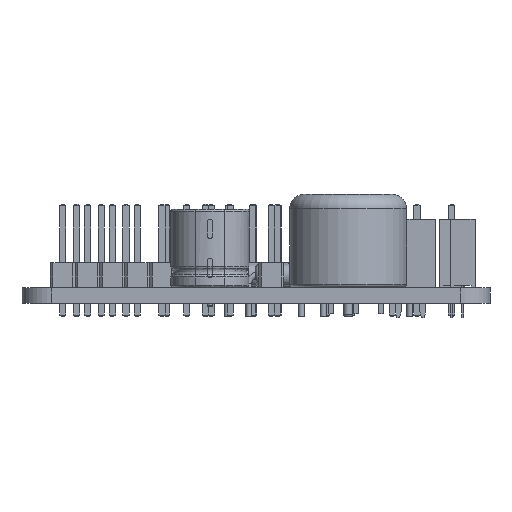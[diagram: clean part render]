
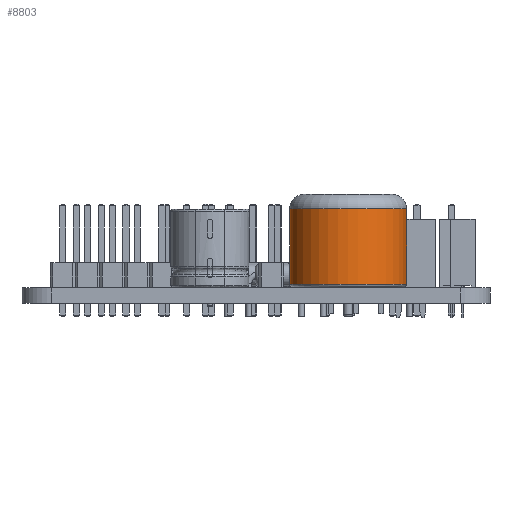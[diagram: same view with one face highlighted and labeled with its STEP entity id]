
A CAD part, front view. The second image highlights one B-rep face of the part: STEP entity #8803.
In plain terms, the highlighted cylindrical face has radius 6 mm (diameter 12 mm), a full revolution.
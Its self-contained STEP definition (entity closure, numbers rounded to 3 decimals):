
#8803 = ADVANCED_FACE('',(#8804),#8817,.T.);
#8804 = FACE_BOUND('',#8805,.T.);
#8805 = EDGE_LOOP('',(#8806,#8840,#8863,#8890));
#8806 = ORIENTED_EDGE('',*,*,#8807,.T.);
#8807 = EDGE_CURVE('',#8808,#8808,#8810,.T.);
#8808 = VERTEX_POINT('',#8809);
#8809 = CARTESIAN_POINT('',(9.8,0.,0.33));
#8810 = SURFACE_CURVE('',#8811,(#8816,#8828),.PCURVE_S1.);
#8811 = CIRCLE('',#8812,6.);
#8812 = AXIS2_PLACEMENT_3D('',#8813,#8814,#8815);
#8813 = CARTESIAN_POINT('',(3.8,0.,0.33));
#8814 = DIRECTION('',(0.,0.,1.));
#8815 = DIRECTION('',(1.,0.,0.));
#8816 = PCURVE('',#8817,#8822);
#8817 = CYLINDRICAL_SURFACE('',#8818,6.);
#8818 = AXIS2_PLACEMENT_3D('',#8819,#8820,#8821);
#8819 = CARTESIAN_POINT('',(3.8,0.,0.03));
#8820 = DIRECTION('',(0.,0.,-1.));
#8821 = DIRECTION('',(1.,0.,0.));
#8822 = DEFINITIONAL_REPRESENTATION('',(#8823),#8827);
#8823 = LINE('',#8824,#8825);
#8824 = CARTESIAN_POINT('',(6.283,-0.3));
#8825 = VECTOR('',#8826,1.);
#8826 = DIRECTION('',(-1.,0.));
#8827 = ( GEOMETRIC_REPRESENTATION_CONTEXT(2) 
PARAMETRIC_REPRESENTATION_CONTEXT() REPRESENTATION_CONTEXT('2D SPACE',''
  ) );
#8828 = PCURVE('',#8829,#8834);
#8829 = TOROIDAL_SURFACE('',#8830,5.7,0.3);
#8830 = AXIS2_PLACEMENT_3D('',#8831,#8832,#8833);
#8831 = CARTESIAN_POINT('',(3.8,0.,0.33));
#8832 = DIRECTION('',(0.,0.,-1.));
#8833 = DIRECTION('',(1.,0.,0.));
#8834 = DEFINITIONAL_REPRESENTATION('',(#8835),#8839);
#8835 = LINE('',#8836,#8837);
#8836 = CARTESIAN_POINT('',(6.283,0.));
#8837 = VECTOR('',#8838,1.);
#8838 = DIRECTION('',(-1.,0.));
#8839 = ( GEOMETRIC_REPRESENTATION_CONTEXT(2) 
PARAMETRIC_REPRESENTATION_CONTEXT() REPRESENTATION_CONTEXT('2D SPACE',''
  ) );
#8840 = ORIENTED_EDGE('',*,*,#8841,.T.);
#8841 = EDGE_CURVE('',#8808,#8842,#8844,.T.);
#8842 = VERTEX_POINT('',#8843);
#8843 = CARTESIAN_POINT('',(9.8,0.,8.049));
#8844 = SEAM_CURVE('',#8845,(#8849,#8856),.PCURVE_S1.);
#8845 = LINE('',#8846,#8847);
#8846 = CARTESIAN_POINT('',(9.8,0.,0.03));
#8847 = VECTOR('',#8848,1.);
#8848 = DIRECTION('',(0.,0.,1.));
#8849 = PCURVE('',#8817,#8850);
#8850 = DEFINITIONAL_REPRESENTATION('',(#8851),#8855);
#8851 = LINE('',#8852,#8853);
#8852 = CARTESIAN_POINT('',(0.,0.));
#8853 = VECTOR('',#8854,1.);
#8854 = DIRECTION('',(0.,-1.));
#8855 = ( GEOMETRIC_REPRESENTATION_CONTEXT(2) 
PARAMETRIC_REPRESENTATION_CONTEXT() REPRESENTATION_CONTEXT('2D SPACE',''
  ) );
#8856 = PCURVE('',#8817,#8857);
#8857 = DEFINITIONAL_REPRESENTATION('',(#8858),#8862);
#8858 = LINE('',#8859,#8860);
#8859 = CARTESIAN_POINT('',(6.283,0.));
#8860 = VECTOR('',#8861,1.);
#8861 = DIRECTION('',(0.,-1.));
#8862 = ( GEOMETRIC_REPRESENTATION_CONTEXT(2) 
PARAMETRIC_REPRESENTATION_CONTEXT() REPRESENTATION_CONTEXT('2D SPACE',''
  ) );
#8863 = ORIENTED_EDGE('',*,*,#8864,.F.);
#8864 = EDGE_CURVE('',#8842,#8842,#8865,.T.);
#8865 = SURFACE_CURVE('',#8866,(#8871,#8878),.PCURVE_S1.);
#8866 = CIRCLE('',#8867,6.);
#8867 = AXIS2_PLACEMENT_3D('',#8868,#8869,#8870);
#8868 = CARTESIAN_POINT('',(3.8,0.,8.049));
#8869 = DIRECTION('',(0.,0.,1.));
#8870 = DIRECTION('',(1.,0.,0.));
#8871 = PCURVE('',#8817,#8872);
#8872 = DEFINITIONAL_REPRESENTATION('',(#8873),#8877);
#8873 = LINE('',#8874,#8875);
#8874 = CARTESIAN_POINT('',(6.283,-8.019));
#8875 = VECTOR('',#8876,1.);
#8876 = DIRECTION('',(-1.,0.));
#8877 = ( GEOMETRIC_REPRESENTATION_CONTEXT(2) 
PARAMETRIC_REPRESENTATION_CONTEXT() REPRESENTATION_CONTEXT('2D SPACE',''
  ) );
#8878 = PCURVE('',#8879,#8884);
#8879 = TOROIDAL_SURFACE('',#8880,4.519,1.481);
#8880 = AXIS2_PLACEMENT_3D('',#8881,#8882,#8883);
#8881 = CARTESIAN_POINT('',(3.8,0.,8.049));
#8882 = DIRECTION('',(0.,0.,1.));
#8883 = DIRECTION('',(1.,0.,0.));
#8884 = DEFINITIONAL_REPRESENTATION('',(#8885),#8889);
#8885 = LINE('',#8886,#8887);
#8886 = CARTESIAN_POINT('',(0.,0.));
#8887 = VECTOR('',#8888,1.);
#8888 = DIRECTION('',(1.,0.));
#8889 = ( GEOMETRIC_REPRESENTATION_CONTEXT(2) 
PARAMETRIC_REPRESENTATION_CONTEXT() REPRESENTATION_CONTEXT('2D SPACE',''
  ) );
#8890 = ORIENTED_EDGE('',*,*,#8841,.F.);
